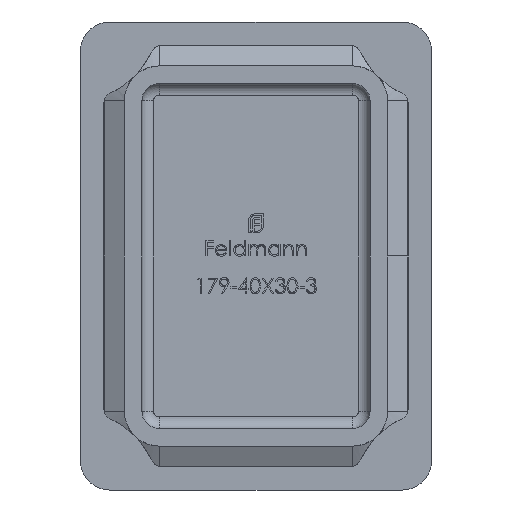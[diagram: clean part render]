
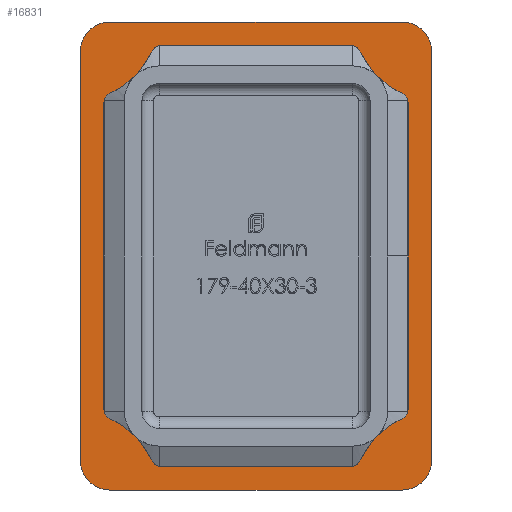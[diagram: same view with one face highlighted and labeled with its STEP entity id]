
A CAD part, front view. The second image highlights one B-rep face of the part: STEP entity #16831.
In plain terms, the highlighted planar face has unit normal (0, -1, 0).
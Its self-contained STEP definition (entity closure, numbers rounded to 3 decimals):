
#85 = VERTEX_POINT ( 'NONE', #5240 ) ;
#87 = CARTESIAN_POINT ( 'NONE',  ( 12.5, 0., -17.5 ) ) ;
#722 = ORIENTED_EDGE ( 'NONE', *, *, #974, .F. ) ;
#882 = CARTESIAN_POINT ( 'NONE',  ( -15., 0., -20. ) ) ;
#974 = EDGE_CURVE ( 'NONE', #1781, #20954, #20698, .T. ) ;
#1089 = CARTESIAN_POINT ( 'NONE',  ( -8.25, 0., 13.25 ) ) ;
#1253 = CIRCLE ( 'NONE', #8979, 2.5 ) ;
#1439 = CIRCLE ( 'NONE', #18022, 2.5 ) ;
#1718 = EDGE_LOOP ( 'NONE', ( #11855, #3969, #722, #13068, #17268, #21249, #9648, #14537 ) ) ;
#1781 = VERTEX_POINT ( 'NONE', #17101 ) ;
#2043 = ORIENTED_EDGE ( 'NONE', *, *, #5091, .T. ) ;
#2225 = CARTESIAN_POINT ( 'NONE',  ( 15., 0., 17.5 ) ) ;
#2639 = DIRECTION ( 'NONE',  ( 0., 0., 1. ) ) ;
#3213 = VECTOR ( 'NONE', #20957, 1000. ) ;
#3338 = LINE ( 'NONE', #13699, #11831 ) ;
#3581 = CARTESIAN_POINT ( 'NONE',  ( 12.5, 0., -20. ) ) ;
#3624 = VERTEX_POINT ( 'NONE', #16458 ) ;
#3730 = CARTESIAN_POINT ( 'NONE',  ( -8.25, 0., -13.25 ) ) ;
#3806 = AXIS2_PLACEMENT_3D ( 'NONE', #13024, #18432, #20075 ) ;
#3823 = EDGE_CURVE ( 'NONE', #4102, #7179, #3338, .T. ) ;
#3964 = CARTESIAN_POINT ( 'NONE',  ( 11.25, 0., 13.25 ) ) ;
#3969 = ORIENTED_EDGE ( 'NONE', *, *, #10930, .F. ) ;
#3987 = CARTESIAN_POINT ( 'NONE',  ( 12.5, 0., 17.5 ) ) ;
#4021 = CIRCLE ( 'NONE', #13979, 3. ) ;
#4102 = VERTEX_POINT ( 'NONE', #2225 ) ;
#4168 = EDGE_CURVE ( 'NONE', #6549, #9590, #11540, .T. ) ;
#4197 = AXIS2_PLACEMENT_3D ( 'NONE', #11468, #18607, #20413 ) ;
#4413 = EDGE_CURVE ( 'NONE', #17681, #16597, #10465, .T. ) ;
#4573 = PLANE ( 'NONE',  #22379 ) ;
#4652 = CARTESIAN_POINT ( 'NONE',  ( 8.25, 0., 13.25 ) ) ;
#4660 = ORIENTED_EDGE ( 'NONE', *, *, #4168, .F. ) ;
#4710 = EDGE_CURVE ( 'NONE', #3624, #19290, #17837, .T. ) ;
#5015 = CARTESIAN_POINT ( 'NONE',  ( -8.25, 0., 16.25 ) ) ;
#5044 = VERTEX_POINT ( 'NONE', #3581 ) ;
#5091 = EDGE_CURVE ( 'NONE', #5044, #7179, #1439, .T. ) ;
#5240 = CARTESIAN_POINT ( 'NONE',  ( 8.25, 0., 16.25 ) ) ;
#5349 = AXIS2_PLACEMENT_3D ( 'NONE', #18114, #11039, #9432 ) ;
#5449 = CARTESIAN_POINT ( 'NONE',  ( -12.5, 0., 20. ) ) ;
#6175 = EDGE_CURVE ( 'NONE', #3624, #17193, #6877, .T. ) ;
#6323 = CARTESIAN_POINT ( 'NONE',  ( 0., 0., 0. ) ) ;
#6415 = DIRECTION ( 'NONE',  ( 0., -1., 0. ) ) ;
#6549 = VERTEX_POINT ( 'NONE', #5449 ) ;
#6738 = CIRCLE ( 'NONE', #19342, 3. ) ;
#6877 = LINE ( 'NONE', #882, #13970 ) ;
#7101 = VECTOR ( 'NONE', #20511, 1000. ) ;
#7179 = VERTEX_POINT ( 'NONE', #13524 ) ;
#7497 = ORIENTED_EDGE ( 'NONE', *, *, #22162, .F. ) ;
#7529 = FACE_BOUND ( 'NONE', #1718, .T. ) ;
#7589 = ORIENTED_EDGE ( 'NONE', *, *, #4710, .T. ) ;
#7639 = CARTESIAN_POINT ( 'NONE',  ( -8.25, 0., -16.25 ) ) ;
#7837 = EDGE_CURVE ( 'NONE', #85, #21064, #21771, .T. ) ;
#7942 = VERTEX_POINT ( 'NONE', #12168 ) ;
#8979 = AXIS2_PLACEMENT_3D ( 'NONE', #3987, #12521, #10855 ) ;
#9319 = VECTOR ( 'NONE', #17940, 1000. ) ;
#9432 = DIRECTION ( 'NONE',  ( 0., 0., -1. ) ) ;
#9524 = LINE ( 'NONE', #17252, #3213 ) ;
#9590 = VERTEX_POINT ( 'NONE', #20660 ) ;
#9648 = ORIENTED_EDGE ( 'NONE', *, *, #11803, .F. ) ;
#9750 = VECTOR ( 'NONE', #19111, 1000. ) ;
#9799 = EDGE_CURVE ( 'NONE', #16597, #7942, #9524, .T. ) ;
#10017 = ORIENTED_EDGE ( 'NONE', *, *, #3823, .F. ) ;
#10122 = DIRECTION ( 'NONE',  ( 0., 0., -1. ) ) ;
#10186 = VECTOR ( 'NONE', #14919, 1000. ) ;
#10465 = CIRCLE ( 'NONE', #14361, 3. ) ;
#10768 = DIRECTION ( 'NONE',  ( 0., 0., 1. ) ) ;
#10855 = DIRECTION ( 'NONE',  ( 0., 0., 1. ) ) ;
#10930 = EDGE_CURVE ( 'NONE', #20954, #85, #4021, .T. ) ;
#11039 = DIRECTION ( 'NONE',  ( 0., -1., 0. ) ) ;
#11468 = CARTESIAN_POINT ( 'NONE',  ( -12.5, 0., 17.5 ) ) ;
#11540 = LINE ( 'NONE', #21867, #10186 ) ;
#11620 = DIRECTION ( 'NONE',  ( 0., 0., 1. ) ) ;
#11639 = EDGE_CURVE ( 'NONE', #21064, #17551, #6738, .T. ) ;
#11665 = EDGE_CURVE ( 'NONE', #6549, #17193, #14930, .T. ) ;
#11803 = EDGE_CURVE ( 'NONE', #17551, #17681, #18713, .T. ) ;
#11831 = VECTOR ( 'NONE', #10122, 1000. ) ;
#11855 = ORIENTED_EDGE ( 'NONE', *, *, #7837, .F. ) ;
#11996 = CARTESIAN_POINT ( 'NONE',  ( -11.25, 0., 13.25 ) ) ;
#12168 = CARTESIAN_POINT ( 'NONE',  ( 8.25, 0., -16.25 ) ) ;
#12224 = CARTESIAN_POINT ( 'NONE',  ( -11.25, 0., -13.25 ) ) ;
#12521 = DIRECTION ( 'NONE',  ( 0., -1., 0. ) ) ;
#12880 = CARTESIAN_POINT ( 'NONE',  ( 11.25, 0., 13.25 ) ) ;
#13024 = CARTESIAN_POINT ( 'NONE',  ( -12.5, 0., -17.5 ) ) ;
#13068 = ORIENTED_EDGE ( 'NONE', *, *, #17155, .F. ) ;
#13330 = CARTESIAN_POINT ( 'NONE',  ( -8.25, 0., 16.25 ) ) ;
#13524 = CARTESIAN_POINT ( 'NONE',  ( 15., 0., -17.5 ) ) ;
#13699 = CARTESIAN_POINT ( 'NONE',  ( 15., 0., -20. ) ) ;
#13970 = VECTOR ( 'NONE', #2639, 1000. ) ;
#13979 = AXIS2_PLACEMENT_3D ( 'NONE', #4652, #6415, #18584 ) ;
#14348 = ORIENTED_EDGE ( 'NONE', *, *, #16119, .T. ) ;
#14361 = AXIS2_PLACEMENT_3D ( 'NONE', #3730, #15938, #10768 ) ;
#14537 = ORIENTED_EDGE ( 'NONE', *, *, #11639, .F. ) ;
#14919 = DIRECTION ( 'NONE',  ( 1., 0., 0. ) ) ;
#14930 = CIRCLE ( 'NONE', #4197, 2.5 ) ;
#15791 = DIRECTION ( 'NONE',  ( 0., -1., 0. ) ) ;
#15821 = VECTOR ( 'NONE', #16153, 1000. ) ;
#15938 = DIRECTION ( 'NONE',  ( 0., -1., 0. ) ) ;
#15961 = FACE_OUTER_BOUND ( 'NONE', #18369, .T. ) ;
#16119 = EDGE_CURVE ( 'NONE', #4102, #9590, #1253, .T. ) ;
#16153 = DIRECTION ( 'NONE',  ( 0., 0., 1. ) ) ;
#16177 = CARTESIAN_POINT ( 'NONE',  ( -15., 0., -20. ) ) ;
#16458 = CARTESIAN_POINT ( 'NONE',  ( -15., 0., -17.5 ) ) ;
#16508 = CIRCLE ( 'NONE', #5349, 3. ) ;
#16521 = ORIENTED_EDGE ( 'NONE', *, *, #6175, .F. ) ;
#16597 = VERTEX_POINT ( 'NONE', #7639 ) ;
#16831 = ADVANCED_FACE ( 'NONE', ( #7529, #15961 ), #4573, .F. ) ;
#17101 = CARTESIAN_POINT ( 'NONE',  ( 11.25, 0., -13.25 ) ) ;
#17121 = DIRECTION ( 'NONE',  ( 0., 1., 0. ) ) ;
#17155 = EDGE_CURVE ( 'NONE', #7942, #1781, #16508, .T. ) ;
#17193 = VERTEX_POINT ( 'NONE', #17959 ) ;
#17252 = CARTESIAN_POINT ( 'NONE',  ( -8.25, 0., -16.25 ) ) ;
#17268 = ORIENTED_EDGE ( 'NONE', *, *, #9799, .F. ) ;
#17551 = VERTEX_POINT ( 'NONE', #11996 ) ;
#17681 = VERTEX_POINT ( 'NONE', #12224 ) ;
#17837 = CIRCLE ( 'NONE', #3806, 2.5 ) ;
#17940 = DIRECTION ( 'NONE',  ( -1., 0., 0. ) ) ;
#17959 = CARTESIAN_POINT ( 'NONE',  ( -15., 0., 17.5 ) ) ;
#18022 = AXIS2_PLACEMENT_3D ( 'NONE', #87, #15791, #19281 ) ;
#18114 = CARTESIAN_POINT ( 'NONE',  ( 8.25, 0., -13.25 ) ) ;
#18369 = EDGE_LOOP ( 'NONE', ( #7497, #2043, #10017, #14348, #4660, #19214, #16521, #7589 ) ) ;
#18432 = DIRECTION ( 'NONE',  ( 0., -1., 0. ) ) ;
#18584 = DIRECTION ( 'NONE',  ( 0., 0., 1. ) ) ;
#18607 = DIRECTION ( 'NONE',  ( 0., -1., 0. ) ) ;
#18713 = LINE ( 'NONE', #22459, #9750 ) ;
#19111 = DIRECTION ( 'NONE',  ( 0., 0., -1. ) ) ;
#19214 = ORIENTED_EDGE ( 'NONE', *, *, #11665, .T. ) ;
#19281 = DIRECTION ( 'NONE',  ( 0., 0., 1. ) ) ;
#19290 = VERTEX_POINT ( 'NONE', #21190 ) ;
#19342 = AXIS2_PLACEMENT_3D ( 'NONE', #1089, #22008, #11620 ) ;
#20075 = DIRECTION ( 'NONE',  ( 0., 0., 1. ) ) ;
#20193 = LINE ( 'NONE', #16177, #9319 ) ;
#20413 = DIRECTION ( 'NONE',  ( 0., 0., 1. ) ) ;
#20511 = DIRECTION ( 'NONE',  ( -1., 0., 0. ) ) ;
#20660 = CARTESIAN_POINT ( 'NONE',  ( 12.5, 0., 20. ) ) ;
#20698 = LINE ( 'NONE', #3964, #15821 ) ;
#20954 = VERTEX_POINT ( 'NONE', #12880 ) ;
#20957 = DIRECTION ( 'NONE',  ( 1., 0., 0. ) ) ;
#21064 = VERTEX_POINT ( 'NONE', #5015 ) ;
#21190 = CARTESIAN_POINT ( 'NONE',  ( -12.5, 0., -20. ) ) ;
#21249 = ORIENTED_EDGE ( 'NONE', *, *, #4413, .F. ) ;
#21771 = LINE ( 'NONE', #13330, #7101 ) ;
#21867 = CARTESIAN_POINT ( 'NONE',  ( -15., 0., 20. ) ) ;
#22008 = DIRECTION ( 'NONE',  ( 0., -1., 0. ) ) ;
#22162 = EDGE_CURVE ( 'NONE', #5044, #19290, #20193, .T. ) ;
#22338 = DIRECTION ( 'NONE',  ( 0., 0., 1. ) ) ;
#22379 = AXIS2_PLACEMENT_3D ( 'NONE', #6323, #17121, #22338 ) ;
#22459 = CARTESIAN_POINT ( 'NONE',  ( -11.25, 0., 13.25 ) ) ;
